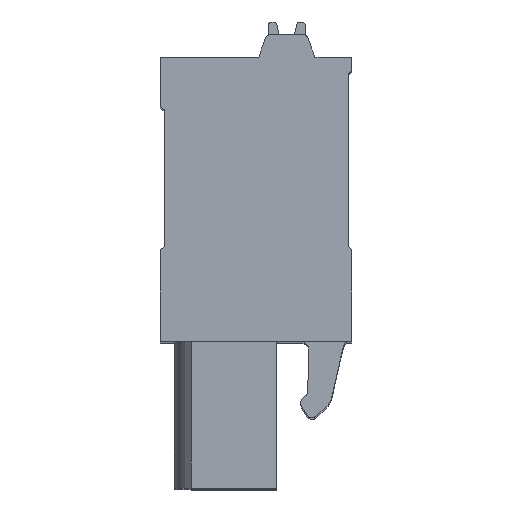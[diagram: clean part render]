
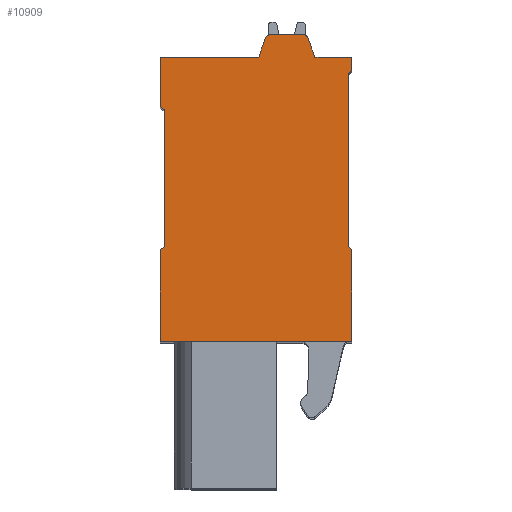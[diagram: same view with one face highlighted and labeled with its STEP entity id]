
A CAD part, top view. The second image highlights one B-rep face of the part: STEP entity #10909.
In plain terms, the highlighted planar face has unit normal (0, 0, 1).
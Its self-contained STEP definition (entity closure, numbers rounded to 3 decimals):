
#79=DIRECTION('',(1.,0.,0.));
#80=VECTOR('',#79,10.9);
#81=CARTESIAN_POINT('',(2.897,12.335,2.54));
#82=LINE('',#81,#80);
#1431=DIRECTION('',(0.,-1.,0.));
#1432=VECTOR('',#1431,5.2);
#1433=CARTESIAN_POINT('',(2.897,17.535,2.54));
#1434=LINE('',#1433,#1432);
#1435=DIRECTION('',(-0.781,-0.625,0.));
#1436=VECTOR('',#1435,0.32);
#1437=CARTESIAN_POINT('',(3.147,17.735,2.54));
#1438=LINE('',#1437,#1436);
#1439=DIRECTION('',(0.,-1.,0.));
#1440=VECTOR('',#1439,7.75);
#1441=CARTESIAN_POINT('',(3.147,25.485,2.54));
#1442=LINE('',#1441,#1440);
#1443=DIRECTION('',(0.781,-0.625,0.));
#1444=VECTOR('',#1443,0.32);
#1445=CARTESIAN_POINT('',(2.897,25.685,2.54));
#1446=LINE('',#1445,#1444);
#1447=DIRECTION('',(0.,-1.,0.));
#1448=VECTOR('',#1447,2.8);
#1449=CARTESIAN_POINT('',(2.897,28.485,2.54));
#1450=LINE('',#1449,#1448);
#1451=DIRECTION('',(-1.,0.,0.));
#1452=VECTOR('',#1451,5.6);
#1453=CARTESIAN_POINT('',(8.497,28.485,2.54));
#1454=LINE('',#1453,#1452);
#1455=DIRECTION('',(-0.342,-0.94,0.));
#1456=VECTOR('',#1455,1.173);
#1457=CARTESIAN_POINT('',(8.899,29.588,2.54));
#1458=LINE('',#1457,#1456);
#1459=CARTESIAN_POINT('',(9.181,29.485,2.54));
#1460=DIRECTION('',(0.,0.,1.));
#1461=DIRECTION('',(0.,1.,0.));
#1462=AXIS2_PLACEMENT_3D('',#1459,#1460,#1461);
#1464=DIRECTION('',(-1.,0.,0.));
#1465=VECTOR('',#1464,1.834);
#1466=CARTESIAN_POINT('',(11.014,29.785,2.54));
#1467=LINE('',#1466,#1465);
#1468=CARTESIAN_POINT('',(11.014,29.485,2.54));
#1469=DIRECTION('',(0.,0.,1.));
#1470=DIRECTION('',(0.94,0.342,0.));
#1471=AXIS2_PLACEMENT_3D('',#1468,#1469,#1470);
#1473=DIRECTION('',(-0.342,0.94,0.));
#1474=VECTOR('',#1473,1.173);
#1475=CARTESIAN_POINT('',(11.697,28.485,2.54));
#1476=LINE('',#1475,#1474);
#1477=DIRECTION('',(-1.,0.,0.));
#1478=VECTOR('',#1477,2.1);
#1479=CARTESIAN_POINT('',(13.797,28.485,2.54));
#1480=LINE('',#1479,#1478);
#1481=DIRECTION('',(0.,1.,0.));
#1482=VECTOR('',#1481,0.75);
#1483=CARTESIAN_POINT('',(13.797,27.735,2.54));
#1484=LINE('',#1483,#1482);
#1485=DIRECTION('',(0.707,0.707,0.));
#1486=VECTOR('',#1485,0.283);
#1487=CARTESIAN_POINT('',(13.597,27.535,2.54));
#1488=LINE('',#1487,#1486);
#1489=DIRECTION('',(0.,1.,0.));
#1490=VECTOR('',#1489,9.8);
#1491=CARTESIAN_POINT('',(13.597,17.735,2.54));
#1492=LINE('',#1491,#1490);
#1493=DIRECTION('',(-0.707,0.707,0.));
#1494=VECTOR('',#1493,0.283);
#1495=CARTESIAN_POINT('',(13.797,17.535,2.54));
#1496=LINE('',#1495,#1494);
#1497=DIRECTION('',(0.,1.,0.));
#1498=VECTOR('',#1497,5.2);
#1499=CARTESIAN_POINT('',(13.797,12.335,2.54));
#1500=LINE('',#1499,#1498);
#7529=CARTESIAN_POINT('',(2.897,28.485,2.54));
#7530=CARTESIAN_POINT('',(2.897,25.685,2.54));
#7531=VERTEX_POINT('',#7529);
#7532=VERTEX_POINT('',#7530);
#7533=CARTESIAN_POINT('',(3.147,25.485,2.54));
#7534=VERTEX_POINT('',#7533);
#7535=CARTESIAN_POINT('',(3.147,17.735,2.54));
#7536=VERTEX_POINT('',#7535);
#7537=CARTESIAN_POINT('',(2.897,17.535,2.54));
#7538=VERTEX_POINT('',#7537);
#7539=CARTESIAN_POINT('',(2.897,12.335,2.54));
#7540=VERTEX_POINT('',#7539);
#7541=CARTESIAN_POINT('',(13.797,12.335,2.54));
#7542=CARTESIAN_POINT('',(13.797,17.535,2.54));
#7543=VERTEX_POINT('',#7541);
#7544=VERTEX_POINT('',#7542);
#7545=CARTESIAN_POINT('',(13.597,17.735,2.54));
#7546=VERTEX_POINT('',#7545);
#7547=CARTESIAN_POINT('',(13.597,27.535,2.54));
#7548=VERTEX_POINT('',#7547);
#7549=CARTESIAN_POINT('',(13.797,27.735,2.54));
#7550=VERTEX_POINT('',#7549);
#7551=CARTESIAN_POINT('',(13.797,28.485,2.54));
#7552=VERTEX_POINT('',#7551);
#7553=CARTESIAN_POINT('',(11.697,28.485,2.54));
#7554=VERTEX_POINT('',#7553);
#7555=CARTESIAN_POINT('',(11.296,29.588,2.54));
#7556=VERTEX_POINT('',#7555);
#7557=CARTESIAN_POINT('',(11.014,29.785,2.54));
#7558=VERTEX_POINT('',#7557);
#7559=CARTESIAN_POINT('',(9.181,29.785,2.54));
#7560=VERTEX_POINT('',#7559);
#7561=CARTESIAN_POINT('',(8.899,29.588,2.54));
#7562=VERTEX_POINT('',#7561);
#7563=CARTESIAN_POINT('',(8.497,28.485,2.54));
#7564=VERTEX_POINT('',#7563);
#10876=CARTESIAN_POINT('',(0.,0.,2.54));
#10877=DIRECTION('',(0.,0.,1.));
#10878=DIRECTION('',(1.,0.,0.));
#10879=AXIS2_PLACEMENT_3D('',#10876,#10877,#10878);
#10880=PLANE('',#10879);
#10881=ORIENTED_EDGE('',*,*,#9801,.F.);
#10882=ORIENTED_EDGE('',*,*,#9934,.F.);
#10883=ORIENTED_EDGE('',*,*,#9948,.F.);
#10884=ORIENTED_EDGE('',*,*,#9962,.F.);
#10885=ORIENTED_EDGE('',*,*,#9976,.F.);
#10886=ORIENTED_EDGE('',*,*,#9990,.F.);
#10887=ORIENTED_EDGE('',*,*,#10018,.F.);
#10889=ORIENTED_EDGE('',*,*,#10888,.F.);
#10891=ORIENTED_EDGE('',*,*,#10890,.F.);
#10893=ORIENTED_EDGE('',*,*,#10892,.F.);
#10894=ORIENTED_EDGE('',*,*,#10690,.F.);
#10895=ORIENTED_EDGE('',*,*,#10479,.F.);
#10896=ORIENTED_EDGE('',*,*,#10010,.F.);
#10898=ORIENTED_EDGE('',*,*,#10897,.F.);
#10900=ORIENTED_EDGE('',*,*,#10899,.F.);
#10902=ORIENTED_EDGE('',*,*,#10901,.F.);
#10904=ORIENTED_EDGE('',*,*,#10903,.F.);
#10906=ORIENTED_EDGE('',*,*,#10905,.F.);
#10907=EDGE_LOOP('',(#10881,#10882,#10883,#10884,#10885,#10886,#10887,#10889,
#10891,#10893,#10894,#10895,#10896,#10898,#10900,#10902,#10904,#10906));
#10908=FACE_OUTER_BOUND('',#10907,.F.);
#10909=ADVANCED_FACE('',(#10908),#10880,.T.);
#1463=CIRCLE('',#1462,0.3);
#1472=CIRCLE('',#1471,0.3);
#9801=EDGE_CURVE('',#7540,#7543,#82,.T.);
#9934=EDGE_CURVE('',#7538,#7540,#1434,.T.);
#9948=EDGE_CURVE('',#7536,#7538,#1438,.T.);
#9962=EDGE_CURVE('',#7534,#7536,#1442,.T.);
#9976=EDGE_CURVE('',#7532,#7534,#1446,.T.);
#9990=EDGE_CURVE('',#7531,#7532,#1450,.T.);
#10010=EDGE_CURVE('',#7552,#7554,#1480,.T.);
#10018=EDGE_CURVE('',#7564,#7531,#1454,.T.);
#10479=EDGE_CURVE('',#7554,#7556,#1476,.T.);
#10690=EDGE_CURVE('',#7556,#7558,#1472,.T.);
#10888=EDGE_CURVE('',#7562,#7564,#1458,.T.);
#10890=EDGE_CURVE('',#7560,#7562,#1463,.T.);
#10892=EDGE_CURVE('',#7558,#7560,#1467,.T.);
#10897=EDGE_CURVE('',#7550,#7552,#1484,.T.);
#10899=EDGE_CURVE('',#7548,#7550,#1488,.T.);
#10901=EDGE_CURVE('',#7546,#7548,#1492,.T.);
#10903=EDGE_CURVE('',#7544,#7546,#1496,.T.);
#10905=EDGE_CURVE('',#7543,#7544,#1500,.T.);
